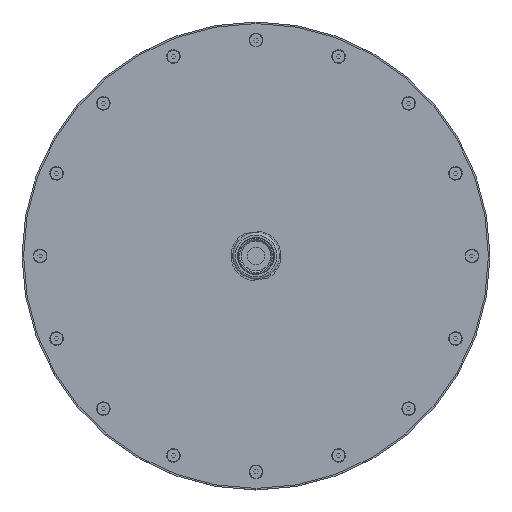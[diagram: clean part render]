
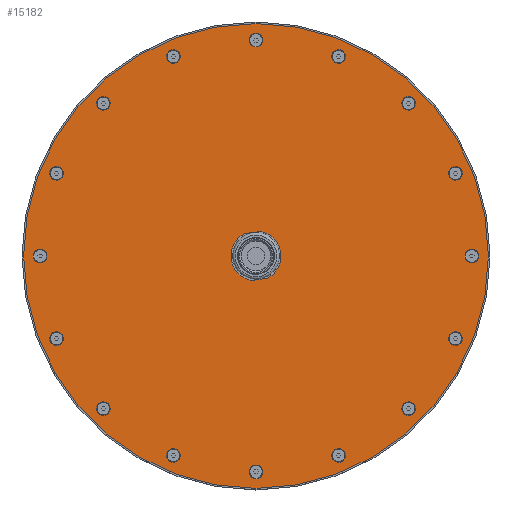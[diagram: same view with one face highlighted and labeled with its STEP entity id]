
A CAD part, top view. The second image highlights one B-rep face of the part: STEP entity #15182.
In plain terms, the highlighted planar face has unit normal (0, 0, 1).
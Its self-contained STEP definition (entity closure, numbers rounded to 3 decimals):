
#1833=PLANE('',#19641);
#4050=ORIENTED_EDGE('',*,*,#6076,.F.);
#4051=ORIENTED_EDGE('',*,*,#6078,.F.);
#4052=ORIENTED_EDGE('',*,*,#6080,.F.);
#4053=ORIENTED_EDGE('',*,*,#6082,.F.);
#4054=ORIENTED_EDGE('',*,*,#6084,.F.);
#4055=ORIENTED_EDGE('',*,*,#6086,.F.);
#4056=ORIENTED_EDGE('',*,*,#6088,.F.);
#4057=ORIENTED_EDGE('',*,*,#6090,.F.);
#4058=ORIENTED_EDGE('',*,*,#6092,.F.);
#4059=ORIENTED_EDGE('',*,*,#6094,.F.);
#4060=ORIENTED_EDGE('',*,*,#6096,.F.);
#4061=ORIENTED_EDGE('',*,*,#6098,.F.);
#4062=ORIENTED_EDGE('',*,*,#6100,.F.);
#4063=ORIENTED_EDGE('',*,*,#6102,.F.);
#4064=ORIENTED_EDGE('',*,*,#6104,.F.);
#4065=ORIENTED_EDGE('',*,*,#6106,.F.);
#4066=ORIENTED_EDGE('',*,*,#6108,.T.);
#4067=ORIENTED_EDGE('',*,*,#6109,.T.);
#6076=EDGE_CURVE('',#7797,#7797,#9414,.T.);
#6078=EDGE_CURVE('',#7799,#7799,#9416,.T.);
#6080=EDGE_CURVE('',#7801,#7801,#9418,.T.);
#6082=EDGE_CURVE('',#7803,#7803,#9420,.T.);
#6084=EDGE_CURVE('',#7805,#7805,#9422,.T.);
#6086=EDGE_CURVE('',#7807,#7807,#9424,.T.);
#6088=EDGE_CURVE('',#7809,#7809,#9426,.T.);
#6090=EDGE_CURVE('',#7811,#7811,#9428,.T.);
#6092=EDGE_CURVE('',#7813,#7813,#9430,.T.);
#6094=EDGE_CURVE('',#7815,#7815,#9432,.T.);
#6096=EDGE_CURVE('',#7817,#7817,#9434,.T.);
#6098=EDGE_CURVE('',#7819,#7819,#9436,.T.);
#6100=EDGE_CURVE('',#7821,#7821,#9438,.T.);
#6102=EDGE_CURVE('',#7823,#7823,#9440,.T.);
#6104=EDGE_CURVE('',#7825,#7825,#9442,.T.);
#6106=EDGE_CURVE('',#7827,#7827,#9444,.T.);
#6108=EDGE_CURVE('',#7829,#7829,#9446,.T.);
#6109=EDGE_CURVE('',#7830,#7830,#9447,.T.);
#7797=VERTEX_POINT('',#28756);
#7799=VERTEX_POINT('',#28761);
#7801=VERTEX_POINT('',#28766);
#7803=VERTEX_POINT('',#28771);
#7805=VERTEX_POINT('',#28776);
#7807=VERTEX_POINT('',#28781);
#7809=VERTEX_POINT('',#28786);
#7811=VERTEX_POINT('',#28791);
#7813=VERTEX_POINT('',#28796);
#7815=VERTEX_POINT('',#28801);
#7817=VERTEX_POINT('',#28806);
#7819=VERTEX_POINT('',#28811);
#7821=VERTEX_POINT('',#28816);
#7823=VERTEX_POINT('',#28821);
#7825=VERTEX_POINT('',#28826);
#7827=VERTEX_POINT('',#28831);
#7829=VERTEX_POINT('',#28836);
#7830=VERTEX_POINT('',#28838);
#9414=CIRCLE('',#19594,4.3);
#9416=CIRCLE('',#19597,4.3);
#9418=CIRCLE('',#19600,4.3);
#9420=CIRCLE('',#19603,4.3);
#9422=CIRCLE('',#19606,4.3);
#9424=CIRCLE('',#19609,4.3);
#9426=CIRCLE('',#19612,4.3);
#9428=CIRCLE('',#19615,4.3);
#9430=CIRCLE('',#19618,4.3);
#9432=CIRCLE('',#19621,4.3);
#9434=CIRCLE('',#19624,4.3);
#9436=CIRCLE('',#19627,4.3);
#9438=CIRCLE('',#19630,4.3);
#9440=CIRCLE('',#19633,4.3);
#9442=CIRCLE('',#19636,4.3);
#9444=CIRCLE('',#19639,4.3);
#9446=CIRCLE('',#19642,9.1);
#9447=CIRCLE('',#19643,147.5);
#11571=EDGE_LOOP('',(#4050));
#11572=EDGE_LOOP('',(#4051));
#11573=EDGE_LOOP('',(#4052));
#11574=EDGE_LOOP('',(#4053));
#11575=EDGE_LOOP('',(#4054));
#11576=EDGE_LOOP('',(#4055));
#11577=EDGE_LOOP('',(#4056));
#11578=EDGE_LOOP('',(#4057));
#11579=EDGE_LOOP('',(#4058));
#11580=EDGE_LOOP('',(#4059));
#11581=EDGE_LOOP('',(#4060));
#11582=EDGE_LOOP('',(#4061));
#11583=EDGE_LOOP('',(#4062));
#11584=EDGE_LOOP('',(#4063));
#11585=EDGE_LOOP('',(#4064));
#11586=EDGE_LOOP('',(#4065));
#11587=EDGE_LOOP('',(#4066));
#11588=EDGE_LOOP('',(#4067));
#13870=FACE_BOUND('',#11571,.T.);
#13871=FACE_BOUND('',#11572,.T.);
#13872=FACE_BOUND('',#11573,.T.);
#13873=FACE_BOUND('',#11574,.T.);
#13874=FACE_BOUND('',#11575,.T.);
#13875=FACE_BOUND('',#11576,.T.);
#13876=FACE_BOUND('',#11577,.T.);
#13877=FACE_BOUND('',#11578,.T.);
#13878=FACE_BOUND('',#11579,.T.);
#13879=FACE_BOUND('',#11580,.T.);
#13880=FACE_BOUND('',#11581,.T.);
#13881=FACE_BOUND('',#11582,.T.);
#13882=FACE_BOUND('',#11583,.T.);
#13883=FACE_BOUND('',#11584,.T.);
#13884=FACE_BOUND('',#11585,.T.);
#13885=FACE_BOUND('',#11586,.T.);
#13886=FACE_BOUND('',#11587,.T.);
#13887=FACE_BOUND('',#11588,.T.);
#15182=ADVANCED_FACE('',(#13870,#13871,#13872,#13873,#13874,#13875,#13876,
#13877,#13878,#13879,#13880,#13881,#13882,#13883,#13884,#13885,#13886,#13887),
#1833,.T.);
#19594=AXIS2_PLACEMENT_3D('',#28755,#24355,#24356);
#19597=AXIS2_PLACEMENT_3D('',#28760,#24361,#24362);
#19600=AXIS2_PLACEMENT_3D('',#28765,#24367,#24368);
#19603=AXIS2_PLACEMENT_3D('',#28770,#24373,#24374);
#19606=AXIS2_PLACEMENT_3D('',#28775,#24379,#24380);
#19609=AXIS2_PLACEMENT_3D('',#28780,#24385,#24386);
#19612=AXIS2_PLACEMENT_3D('',#28785,#24391,#24392);
#19615=AXIS2_PLACEMENT_3D('',#28790,#24397,#24398);
#19618=AXIS2_PLACEMENT_3D('',#28795,#24403,#24404);
#19621=AXIS2_PLACEMENT_3D('',#28800,#24409,#24410);
#19624=AXIS2_PLACEMENT_3D('',#28805,#24415,#24416);
#19627=AXIS2_PLACEMENT_3D('',#28810,#24421,#24422);
#19630=AXIS2_PLACEMENT_3D('',#28815,#24427,#24428);
#19633=AXIS2_PLACEMENT_3D('',#28820,#24433,#24434);
#19636=AXIS2_PLACEMENT_3D('',#28825,#24439,#24440);
#19639=AXIS2_PLACEMENT_3D('',#28830,#24445,#24446);
#19641=AXIS2_PLACEMENT_3D('',#28834,#24449,#24450);
#19642=AXIS2_PLACEMENT_3D('',#28835,#24451,#24452);
#19643=AXIS2_PLACEMENT_3D('',#28837,#24453,#24454);
#24355=DIRECTION('',(0.,0.,1.));
#24356=DIRECTION('',(-0.383,-0.924,0.));
#24361=DIRECTION('',(0.,0.,1.));
#24362=DIRECTION('',(-0.707,-0.707,0.));
#24367=DIRECTION('',(0.,0.,1.));
#24368=DIRECTION('',(-0.924,-0.383,0.));
#24373=DIRECTION('',(0.,0.,1.));
#24374=DIRECTION('',(-1.,0.,0.));
#24379=DIRECTION('',(0.,0.,1.));
#24380=DIRECTION('',(-0.924,0.383,0.));
#24385=DIRECTION('',(0.,0.,1.));
#24386=DIRECTION('',(-0.707,0.707,0.));
#24391=DIRECTION('',(0.,0.,1.));
#24392=DIRECTION('',(-0.383,0.924,0.));
#24397=DIRECTION('',(0.,0.,1.));
#24398=DIRECTION('',(0.,1.,0.));
#24403=DIRECTION('',(0.,0.,1.));
#24404=DIRECTION('',(0.383,0.924,0.));
#24409=DIRECTION('',(0.,0.,1.));
#24410=DIRECTION('',(0.707,0.707,0.));
#24415=DIRECTION('',(0.,0.,1.));
#24416=DIRECTION('',(0.924,0.383,0.));
#24421=DIRECTION('',(0.,0.,1.));
#24422=DIRECTION('',(1.,0.,0.));
#24427=DIRECTION('',(0.,0.,1.));
#24428=DIRECTION('',(0.924,-0.383,0.));
#24433=DIRECTION('',(0.,0.,1.));
#24434=DIRECTION('',(0.707,-0.707,0.));
#24439=DIRECTION('',(0.,0.,1.));
#24440=DIRECTION('',(0.383,-0.924,0.));
#24445=DIRECTION('',(0.,0.,1.));
#24446=DIRECTION('',(0.,-1.,0.));
#24449=DIRECTION('',(0.,0.,1.));
#24450=DIRECTION('',(1.,0.,0.));
#24451=DIRECTION('',(0.,0.,-1.));
#24452=DIRECTION('',(1.,0.,0.));
#24453=DIRECTION('',(0.,0.,1.));
#24454=DIRECTION('',(1.,0.,0.));
#28755=CARTESIAN_POINT('',(126.571,-52.428,13.287));
#28756=CARTESIAN_POINT('',(124.926,-56.4,13.287));
#28760=CARTESIAN_POINT('',(96.874,-96.874,13.287));
#28761=CARTESIAN_POINT('',(93.833,-99.914,13.287));
#28765=CARTESIAN_POINT('',(52.428,-126.571,13.287));
#28766=CARTESIAN_POINT('',(48.455,-128.217,13.287));
#28770=CARTESIAN_POINT('',(0.,-137.,13.287));
#28771=CARTESIAN_POINT('',(-4.3,-137.,13.287));
#28775=CARTESIAN_POINT('',(-52.428,-126.571,13.287));
#28776=CARTESIAN_POINT('',(-56.4,-124.926,13.287));
#28780=CARTESIAN_POINT('',(-96.874,-96.874,13.287));
#28781=CARTESIAN_POINT('',(-99.914,-93.833,13.287));
#28785=CARTESIAN_POINT('',(-126.571,-52.428,13.287));
#28786=CARTESIAN_POINT('',(-128.217,-48.455,13.287));
#28790=CARTESIAN_POINT('',(-137.,0.,13.287));
#28791=CARTESIAN_POINT('',(-137.,4.3,13.287));
#28795=CARTESIAN_POINT('',(-126.571,52.428,13.287));
#28796=CARTESIAN_POINT('',(-124.926,56.4,13.287));
#28800=CARTESIAN_POINT('',(-96.874,96.874,13.287));
#28801=CARTESIAN_POINT('',(-93.833,99.914,13.287));
#28805=CARTESIAN_POINT('',(-52.428,126.571,13.287));
#28806=CARTESIAN_POINT('',(-48.455,128.217,13.287));
#28810=CARTESIAN_POINT('',(0.,137.,13.287));
#28811=CARTESIAN_POINT('',(4.3,137.,13.287));
#28815=CARTESIAN_POINT('',(52.428,126.571,13.287));
#28816=CARTESIAN_POINT('',(56.4,124.926,13.287));
#28820=CARTESIAN_POINT('',(96.874,96.874,13.287));
#28821=CARTESIAN_POINT('',(99.914,93.833,13.287));
#28825=CARTESIAN_POINT('',(126.571,52.428,13.287));
#28826=CARTESIAN_POINT('',(128.217,48.455,13.287));
#28830=CARTESIAN_POINT('',(137.,0.,13.287));
#28831=CARTESIAN_POINT('',(137.,-4.3,13.287));
#28834=CARTESIAN_POINT('',(0.,0.,13.287));
#28835=CARTESIAN_POINT('',(0.,0.,13.287));
#28836=CARTESIAN_POINT('',(9.1,0.,13.287));
#28837=CARTESIAN_POINT('',(0.,0.,13.287));
#28838=CARTESIAN_POINT('',(147.5,0.,13.287));
